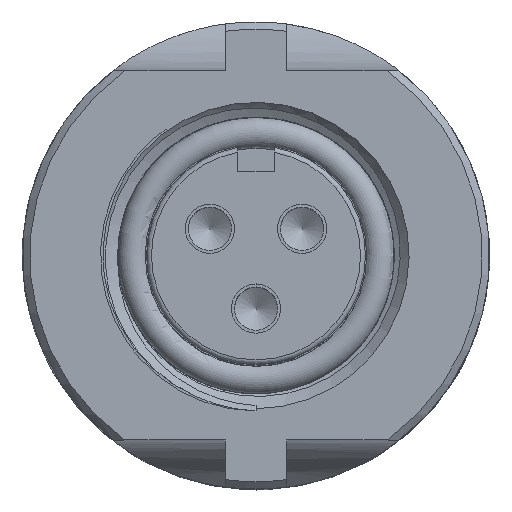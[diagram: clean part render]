
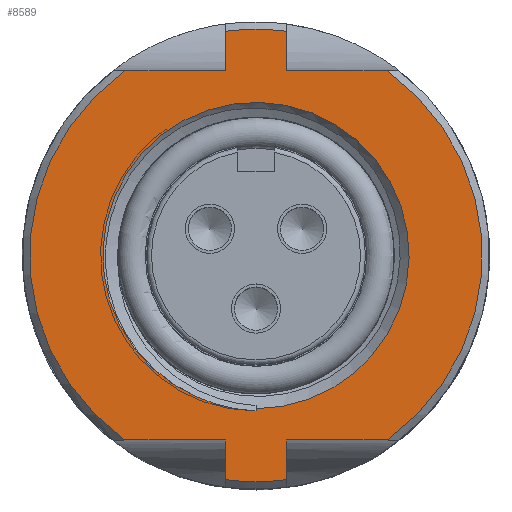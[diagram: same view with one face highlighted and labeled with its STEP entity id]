
A CAD part, top view. The second image highlights one B-rep face of the part: STEP entity #8589.
In plain terms, the highlighted planar face has unit normal (0, 0, 1).
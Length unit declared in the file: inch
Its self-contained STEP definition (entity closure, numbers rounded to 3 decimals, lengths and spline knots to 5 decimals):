
#271=ELLIPSE('',#9799,0.31516,0.3113);
#418=FACE_BOUND('',#3429,.T.);
#1542=LINE('',#16146,#1852);
#1546=LINE('',#16235,#1856);
#1547=LINE('',#16241,#1857);
#1548=LINE('',#16244,#1858);
#1549=LINE('',#16246,#1859);
#1550=LINE('',#16248,#1860);
#1551=LINE('',#16252,#1861);
#1552=LINE('',#16253,#1862);
#1553=LINE('',#16256,#1863);
#1852=VECTOR('',#12455,0.3937);
#1856=VECTOR('',#12477,0.3937);
#1857=VECTOR('',#12484,0.3937);
#1858=VECTOR('',#12487,0.3937);
#1859=VECTOR('',#12488,0.3937);
#1860=VECTOR('',#12489,0.3937);
#1861=VECTOR('',#12492,0.3937);
#1862=VECTOR('',#12493,0.3937);
#1863=VECTOR('',#12494,0.3937);
#2148=PLANE('',#9796);
#2705=FACE_OUTER_BOUND('',#3428,.T.);
#3428=EDGE_LOOP('',(#7917,#7918,#7919,#7920,#7921,#7922,#7923,#7924,#7925,
#7926,#7927,#7928));
#3429=EDGE_LOOP('',(#7929,#7930,#7931));
#3981=CIRCLE('',#9781,0.46);
#3989=CIRCLE('',#9792,0.46);
#3992=CIRCLE('',#9797,0.46);
#3993=CIRCLE('',#9798,0.46);
#3994=CIRCLE('',#9800,0.31125);
#4618=VERTEX_POINT('',#16130);
#4619=VERTEX_POINT('',#16134);
#4622=VERTEX_POINT('',#16144);
#4634=VERTEX_POINT('',#16224);
#4635=VERTEX_POINT('',#16228);
#4636=VERTEX_POINT('',#16234);
#4638=VERTEX_POINT('',#16240);
#4639=VERTEX_POINT('',#16242);
#4640=VERTEX_POINT('',#16245);
#4641=VERTEX_POINT('',#16247);
#4642=VERTEX_POINT('',#16249);
#4643=VERTEX_POINT('',#16251);
#4644=VERTEX_POINT('',#16254);
#4645=VERTEX_POINT('',#16255);
#4646=VERTEX_POINT('',#16257);
#5673=EDGE_CURVE('',#4618,#4619,#3981,.T.);
#5678=EDGE_CURVE('',#4618,#4622,#1542,.T.);
#5692=EDGE_CURVE('',#4634,#4635,#3989,.T.);
#5694=EDGE_CURVE('',#4636,#4635,#1546,.T.);
#5697=EDGE_CURVE('',#4622,#4638,#1547,.T.);
#5698=EDGE_CURVE('',#4639,#4638,#3992,.T.);
#5699=EDGE_CURVE('',#4639,#4636,#1548,.T.);
#5700=EDGE_CURVE('',#4634,#4640,#1549,.T.);
#5701=EDGE_CURVE('',#4640,#4641,#1550,.T.);
#5702=EDGE_CURVE('',#4642,#4641,#3993,.T.);
#5703=EDGE_CURVE('',#4642,#4643,#1551,.T.);
#5704=EDGE_CURVE('',#4643,#4619,#1552,.T.);
#5705=EDGE_CURVE('',#4644,#4645,#1553,.T.);
#5706=EDGE_CURVE('',#4645,#4646,#271,.T.);
#5707=EDGE_CURVE('',#4644,#4646,#3994,.T.);
#7917=ORIENTED_EDGE('',*,*,#5673,.F.);
#7918=ORIENTED_EDGE('',*,*,#5678,.T.);
#7919=ORIENTED_EDGE('',*,*,#5697,.T.);
#7920=ORIENTED_EDGE('',*,*,#5698,.F.);
#7921=ORIENTED_EDGE('',*,*,#5699,.T.);
#7922=ORIENTED_EDGE('',*,*,#5694,.T.);
#7923=ORIENTED_EDGE('',*,*,#5692,.F.);
#7924=ORIENTED_EDGE('',*,*,#5700,.T.);
#7925=ORIENTED_EDGE('',*,*,#5701,.T.);
#7926=ORIENTED_EDGE('',*,*,#5702,.F.);
#7927=ORIENTED_EDGE('',*,*,#5703,.T.);
#7928=ORIENTED_EDGE('',*,*,#5704,.T.);
#7929=ORIENTED_EDGE('',*,*,#5705,.T.);
#7930=ORIENTED_EDGE('',*,*,#5706,.T.);
#7931=ORIENTED_EDGE('',*,*,#5707,.F.);
#8589=ADVANCED_FACE('',(#2705,#418),#2148,.F.);
#9781=AXIS2_PLACEMENT_3D('',#16135,#12446,#12447);
#9792=AXIS2_PLACEMENT_3D('',#16229,#12473,#12474);
#9796=AXIS2_PLACEMENT_3D('',#16239,#12482,#12483);
#9797=AXIS2_PLACEMENT_3D('',#16243,#12485,#12486);
#9798=AXIS2_PLACEMENT_3D('',#16250,#12490,#12491);
#9799=AXIS2_PLACEMENT_3D('',#16258,#12495,#12496);
#9800=AXIS2_PLACEMENT_3D('',#16259,#12497,#12498);
#12446=DIRECTION('center_axis',(0.,0.,
-1.));
#12447=DIRECTION('ref_axis',(0.,1.,0.));
#12455=DIRECTION('',(0.,-1.,0.));
#12473=DIRECTION('center_axis',(0.,0.,
-1.));
#12474=DIRECTION('ref_axis',(0.,-1.,0.));
#12477=DIRECTION('',(0.,-1.,0.));
#12482=DIRECTION('center_axis',(0.,0.,
-1.));
#12483=DIRECTION('ref_axis',(0.,-1.,0.));
#12484=DIRECTION('',(-1.,0.,0.));
#12485=DIRECTION('center_axis',(0.,0.,
-1.));
#12486=DIRECTION('ref_axis',(0.,-1.,0.));
#12487=DIRECTION('',(1.,0.,0.));
#12488=DIRECTION('',(0.,1.,0.));
#12489=DIRECTION('',(1.,0.,0.));
#12490=DIRECTION('center_axis',(0.,0.,
-1.));
#12491=DIRECTION('ref_axis',(0.,-1.,0.));
#12492=DIRECTION('',(-1.,0.,0.));
#12493=DIRECTION('',(0.,1.,0.));
#12494=DIRECTION('',(0.,-1.,0.));
#12495=DIRECTION('center_axis',(0.,0.,
-1.));
#12496=DIRECTION('ref_axis',(0.862,0.507,0.));
#12497=DIRECTION('center_axis',(0.,0.,
1.));
#12498=DIRECTION('ref_axis',(0.,-1.,0.));
#16130=CARTESIAN_POINT('',(-0.0625,0.45573,-0.192));
#16134=CARTESIAN_POINT('',(0.0625,0.45573,-0.192));
#16135=CARTESIAN_POINT('Origin',(0.,0.,
-0.192));
#16144=CARTESIAN_POINT('',(-0.0625,0.375,-0.192));
#16146=CARTESIAN_POINT('',(-0.0625,0.375,-0.192));
#16224=CARTESIAN_POINT('',(0.0625,-0.45573,-0.192));
#16228=CARTESIAN_POINT('',(-0.0625,-0.45573,-0.192));
#16229=CARTESIAN_POINT('Origin',(0.,0.,
-0.192));
#16234=CARTESIAN_POINT('',(-0.0625,-0.375,-0.192));
#16235=CARTESIAN_POINT('',(-0.0625,-0.475,-0.192));
#16239=CARTESIAN_POINT('Origin',(0.,0.,
-0.192));
#16240=CARTESIAN_POINT('',(-0.26641,0.375,-0.192));
#16241=CARTESIAN_POINT('',(0.,0.375,-0.192));
#16242=CARTESIAN_POINT('',(-0.26641,-0.375,-0.192));
#16243=CARTESIAN_POINT('Origin',(0.,0.,
-0.192));
#16244=CARTESIAN_POINT('',(0.,-0.375,-0.192));
#16245=CARTESIAN_POINT('',(0.0625,-0.375,-0.192));
#16246=CARTESIAN_POINT('',(0.0625,-0.475,-0.192));
#16247=CARTESIAN_POINT('',(0.26641,-0.375,-0.192));
#16248=CARTESIAN_POINT('',(0.,-0.375,-0.192));
#16249=CARTESIAN_POINT('',(0.26641,0.375,-0.192));
#16250=CARTESIAN_POINT('Origin',(0.,0.,
-0.192));
#16251=CARTESIAN_POINT('',(0.0625,0.375,-0.192));
#16252=CARTESIAN_POINT('',(0.,0.375,-0.192));
#16253=CARTESIAN_POINT('',(0.0625,0.375,-0.192));
#16254=CARTESIAN_POINT('',(0.,-0.31125,-0.192));
#16255=CARTESIAN_POINT('',(0.,-0.31589,-0.192));
#16256=CARTESIAN_POINT('',(0.,-0.14746,-0.192));
#16257=CARTESIAN_POINT('',(-0.12237,-0.28619,-0.192));
#16258=CARTESIAN_POINT('Origin',(0.01486,-0.0038,
-0.192));
#16259=CARTESIAN_POINT('Origin',(0.,0.,
-0.192));
